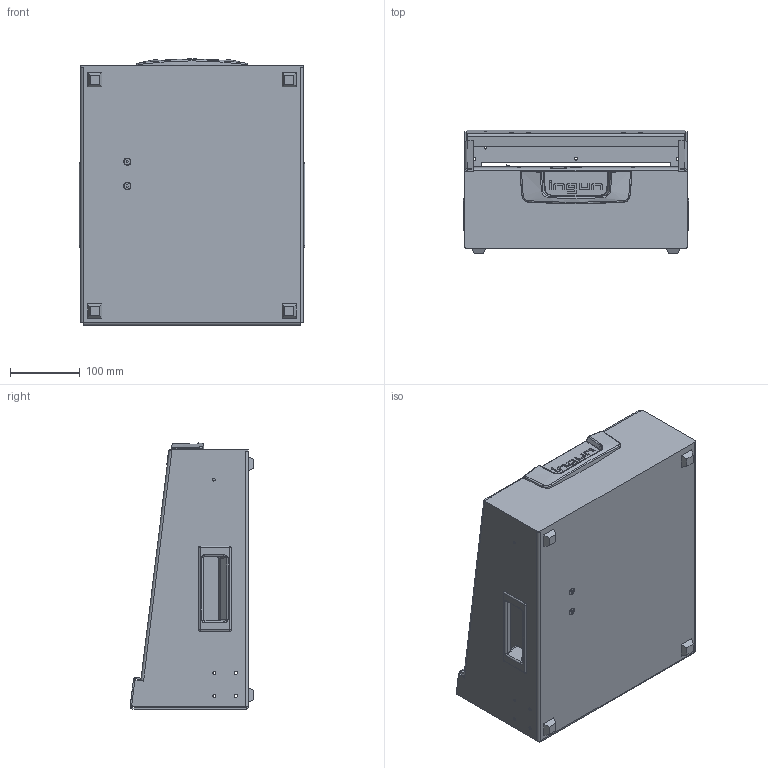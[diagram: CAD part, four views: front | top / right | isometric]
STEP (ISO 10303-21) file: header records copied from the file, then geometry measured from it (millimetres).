
FILE_DESCRIPTION (( 'STEP AP214' ), '1' );
FILE_NAME ('INGUN_114906.STEP', '2023-03-27T09:54:39', ( '' ), ( '' ), 'SwSTEP 2.0', 'SolidWorks 2021', '' );
FILE_SCHEMA (( 'AUTOMOTIVE_DESIGN' ));
Length unit declared in the file: millimetre
Products named in the file (20): 20902~0; 32171~0_S; 30758~0_S; 30758_01~0_S; 21332~0; 34324~6; 2720~0; 21332_01~0; DIN7991~n_M05,0x012; 21332_02~0; DIN7991~n_M05,0x016; DIN985-A2~n_M05,0; 53032~0_S; 35334~0_S; DIN125~n_05,3 M05,0 Fase; 30758_02~0_S; 8804~0; 38564~0; 32462~0_S; INGUN_114906
Assembly tree (28 placements, depth 3):
  INGUN_114906
    34324~6
    30758~0_S  x2
      30758_01~0_S
      30758_02~0_S
      38564~0
    20902~0
    21332~0
      21332_02~0
      21332_01~0
    2720~0  x4
    53032~0_S
    32171~0_S
    32462~0_S
    35334~0_S
    DIN7991~n_M05,0x012  x2
    DIN7991~n_M05,0x016
    8804~0
    DIN985-A2~n_M05,0  x3
    DIN125~n_05,3 M05,0 Fase  x2
Bounding box: 324.6 x 177.62 x 382.82 mm (x, y, z)
Volume: 777888.3 mm3; surface area: 762342.1 mm2
Topology: 29 solids, 29 shells, 1235 faces, 3169 edges, 2010 vertices
Faces by surface type: plane 525, cylinder 434, bspline 130, cone 100, sphere 32, torus 14
Entity records: 35554 total; most frequent: CARTESIAN_POINT 13565, ORIENTED_EDGE 4520, DIRECTION 4179, EDGE_CURVE 2260, AXIS2_PLACEMENT_3D 1475, VERTEX_POINT 1445, VECTOR 1229, LINE 1229
